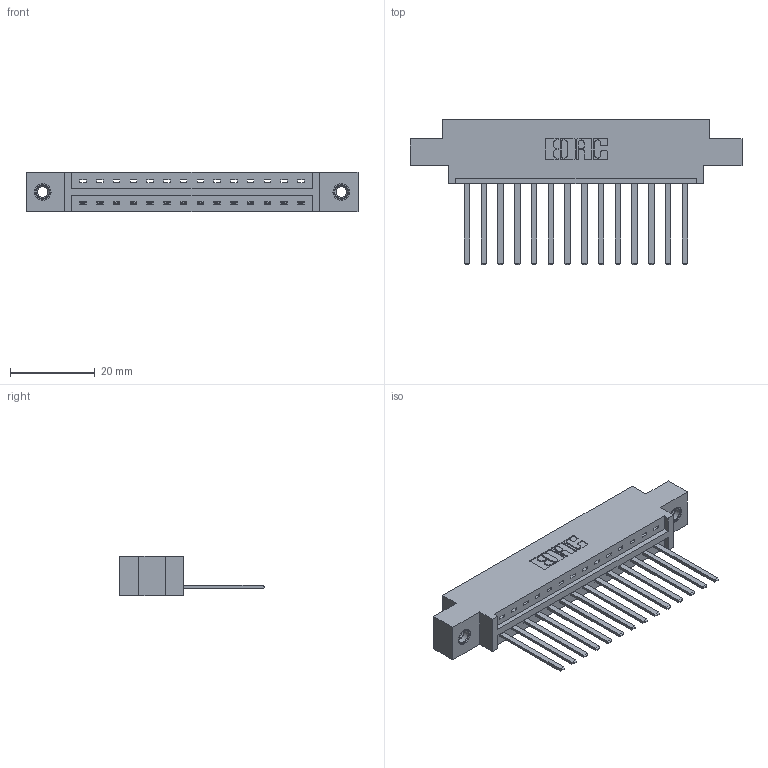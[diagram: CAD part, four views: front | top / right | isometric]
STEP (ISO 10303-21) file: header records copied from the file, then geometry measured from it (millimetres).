
FILE_DESCRIPTION (( 'STEP AP203' ), '1' );
FILE_NAME ('337-014-544-607.STEP', '2018-08-04T15:28:34', ( '' ), ( '' ), 'SwSTEP 2.0', 'SolidWorks 2016', '' );
FILE_SCHEMA (( 'CONFIG_CONTROL_DESIGN' ));
Length unit declared in the file: inch
Products named in the file (4): 337 Part_0.170 Offset - 0.156 Dia-TI; 345-292-001_345-293-144; 345-250-001_345-250-005-103; 337-014-544-607
Assembly tree (17 placements, depth 2):
  337-014-544-607
    337 Part_0.170 Offset - 0.156 Dia-TI
    345-292-001_345-293-144  x14
    345-250-001_345-250-005-103  x2
Bounding box: 78.49 x 34.3 x 9.4 mm (x, y, z)
Volume: 7838 mm3; surface area: 8614.9 mm2
Topology: 17 solids, 17 shells, 962 faces, 2839 edges, 1866 vertices
Faces by surface type: plane 694, cylinder 252, cone 12, torus 4
Entity records: 15162 total; most frequent: CARTESIAN_POINT 2619, ORIENTED_EDGE 2562, DIRECTION 2291, EDGE_CURVE 1281, LINE 1137, VECTOR 1137, VERTEX_POINT 848, AXIS2_PLACEMENT_3D 577
